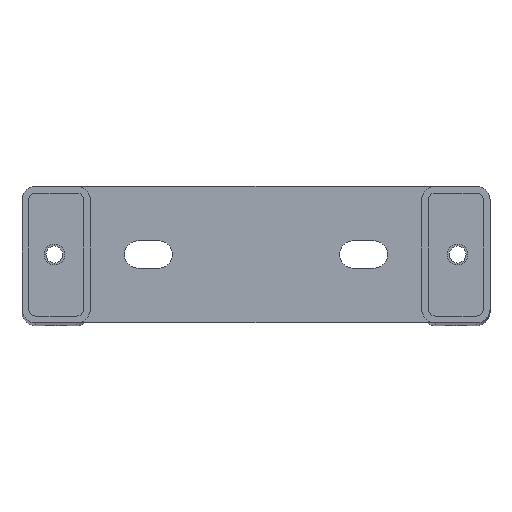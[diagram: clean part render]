
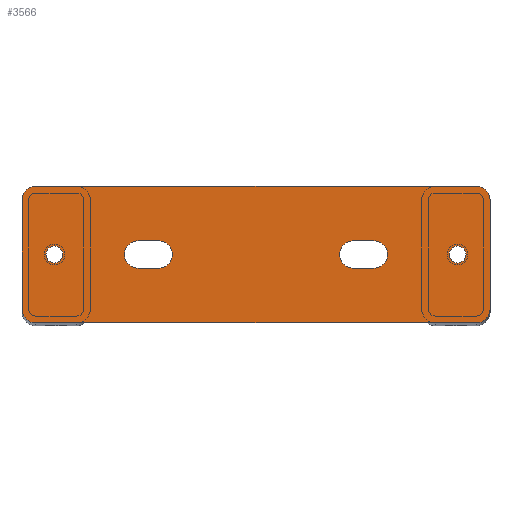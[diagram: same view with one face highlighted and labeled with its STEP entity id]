
A CAD part, top view. The second image highlights one B-rep face of the part: STEP entity #3566.
In plain terms, the highlighted planar face has unit normal (0, 0, 1).
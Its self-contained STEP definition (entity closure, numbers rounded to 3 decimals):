
#1046=CARTESIAN_POINT('',(64.5,36.,500.));
#1047=DIRECTION('',(0.,0.,1.));
#1048=DIRECTION('',(1.,0.,0.));
#1049=AXIS2_PLACEMENT_3D('',#1046,#1047,#1048);
#1051=DIRECTION('',(0.,-1.,0.));
#1052=VECTOR('',#1051,32.);
#1053=CARTESIAN_POINT('',(68.5,36.,500.));
#1054=LINE('',#1053,#1052);
#1055=CARTESIAN_POINT('',(64.5,4.,500.));
#1056=DIRECTION('',(0.,0.,1.));
#1057=DIRECTION('',(0.,-1.,0.));
#1058=AXIS2_PLACEMENT_3D('',#1055,#1056,#1057);
#1060=DIRECTION('',(-1.,0.,0.));
#1061=VECTOR('',#1060,129.);
#1062=CARTESIAN_POINT('',(64.5,0.,500.));
#1063=LINE('',#1062,#1061);
#1064=CARTESIAN_POINT('',(-64.5,4.,500.));
#1065=DIRECTION('',(0.,0.,1.));
#1066=DIRECTION('',(-1.,0.,0.));
#1067=AXIS2_PLACEMENT_3D('',#1064,#1065,#1066);
#1069=DIRECTION('',(0.,1.,0.));
#1070=VECTOR('',#1069,32.);
#1071=CARTESIAN_POINT('',(-68.5,4.,500.));
#1072=LINE('',#1071,#1070);
#1073=CARTESIAN_POINT('',(-64.5,36.,500.));
#1074=DIRECTION('',(0.,0.,1.));
#1075=DIRECTION('',(0.,1.,0.));
#1076=AXIS2_PLACEMENT_3D('',#1073,#1074,#1075);
#1078=DIRECTION('',(1.,0.,0.));
#1079=VECTOR('',#1078,129.);
#1080=CARTESIAN_POINT('',(-64.5,40.,500.));
#1081=LINE('',#1080,#1079);
#1082=DIRECTION('',(1.,0.,0.));
#1083=VECTOR('',#1082,6.);
#1084=CARTESIAN_POINT('',(-34.5,16.,500.));
#1085=LINE('',#1084,#1083);
#1086=CARTESIAN_POINT('',(-28.5,20.,500.));
#1087=DIRECTION('',(0.,0.,1.));
#1088=DIRECTION('',(0.,-1.,0.));
#1089=AXIS2_PLACEMENT_3D('',#1086,#1087,#1088);
#1091=DIRECTION('',(-1.,0.,0.));
#1092=VECTOR('',#1091,6.);
#1093=CARTESIAN_POINT('',(-28.5,24.,500.));
#1094=LINE('',#1093,#1092);
#1095=CARTESIAN_POINT('',(-34.5,20.,500.));
#1096=DIRECTION('',(0.,0.,1.));
#1097=DIRECTION('',(0.,1.,0.));
#1098=AXIS2_PLACEMENT_3D('',#1095,#1096,#1097);
#1100=CARTESIAN_POINT('',(34.5,20.,500.));
#1101=DIRECTION('',(0.,0.,1.));
#1102=DIRECTION('',(0.,-1.,0.));
#1103=AXIS2_PLACEMENT_3D('',#1100,#1101,#1102);
#1105=DIRECTION('',(-1.,0.,0.));
#1106=VECTOR('',#1105,6.);
#1107=CARTESIAN_POINT('',(34.5,24.,500.));
#1108=LINE('',#1107,#1106);
#1109=CARTESIAN_POINT('',(28.5,20.,500.));
#1110=DIRECTION('',(0.,0.,1.));
#1111=DIRECTION('',(0.,1.,0.));
#1112=AXIS2_PLACEMENT_3D('',#1109,#1110,#1111);
#1114=DIRECTION('',(1.,0.,0.));
#1115=VECTOR('',#1114,6.);
#1116=CARTESIAN_POINT('',(28.5,16.,500.));
#1117=LINE('',#1116,#1115);
#1118=CARTESIAN_POINT('',(-59.,20.,500.));
#1119=DIRECTION('',(0.,0.,1.));
#1120=DIRECTION('',(-1.,0.,0.));
#1121=AXIS2_PLACEMENT_3D('',#1118,#1119,#1120);
#1123=CARTESIAN_POINT('',(-59.,20.,500.));
#1124=DIRECTION('',(0.,0.,1.));
#1125=DIRECTION('',(1.,0.,0.));
#1126=AXIS2_PLACEMENT_3D('',#1123,#1124,#1125);
#1128=CARTESIAN_POINT('',(59.,20.,500.));
#1129=DIRECTION('',(0.,0.,1.));
#1130=DIRECTION('',(-1.,0.,0.));
#1131=AXIS2_PLACEMENT_3D('',#1128,#1129,#1130);
#1133=CARTESIAN_POINT('',(59.,20.,500.));
#1134=DIRECTION('',(0.,0.,1.));
#1135=DIRECTION('',(1.,0.,0.));
#1136=AXIS2_PLACEMENT_3D('',#1133,#1134,#1135);
#1873=CARTESIAN_POINT('',(68.5,36.,500.));
#1874=CARTESIAN_POINT('',(64.5,40.,500.));
#1875=VERTEX_POINT('',#1873);
#1876=VERTEX_POINT('',#1874);
#1877=CARTESIAN_POINT('',(64.5,0.,500.));
#1878=CARTESIAN_POINT('',(68.5,4.,500.));
#1879=VERTEX_POINT('',#1877);
#1880=VERTEX_POINT('',#1878);
#1881=CARTESIAN_POINT('',(-68.5,4.,500.));
#1882=CARTESIAN_POINT('',(-64.5,0.,500.));
#1883=VERTEX_POINT('',#1881);
#1884=VERTEX_POINT('',#1882);
#1885=CARTESIAN_POINT('',(-64.5,40.,500.));
#1886=CARTESIAN_POINT('',(-68.5,36.,500.));
#1887=VERTEX_POINT('',#1885);
#1888=VERTEX_POINT('',#1886);
#1889=CARTESIAN_POINT('',(-34.5,16.,500.));
#1890=CARTESIAN_POINT('',(-28.5,16.,500.));
#1891=VERTEX_POINT('',#1889);
#1892=VERTEX_POINT('',#1890);
#1893=CARTESIAN_POINT('',(-28.5,24.,500.));
#1894=VERTEX_POINT('',#1893);
#1895=CARTESIAN_POINT('',(-34.5,24.,500.));
#1896=VERTEX_POINT('',#1895);
#1897=CARTESIAN_POINT('',(34.5,16.,500.));
#1898=CARTESIAN_POINT('',(34.5,24.,500.));
#1899=VERTEX_POINT('',#1897);
#1900=VERTEX_POINT('',#1898);
#1901=CARTESIAN_POINT('',(28.5,24.,500.));
#1902=VERTEX_POINT('',#1901);
#1903=CARTESIAN_POINT('',(28.5,16.,500.));
#1904=VERTEX_POINT('',#1903);
#1921=CARTESIAN_POINT('',(-61.5,20.,500.));
#1922=CARTESIAN_POINT('',(-56.5,20.,500.));
#1923=VERTEX_POINT('',#1921);
#1924=VERTEX_POINT('',#1922);
#1929=CARTESIAN_POINT('',(56.5,20.,500.));
#1930=CARTESIAN_POINT('',(61.5,20.,500.));
#1931=VERTEX_POINT('',#1929);
#1932=VERTEX_POINT('',#1930);
#3519=CARTESIAN_POINT('',(0.,0.,500.));
#3520=DIRECTION('',(0.,0.,1.));
#3521=DIRECTION('',(1.,0.,0.));
#3522=AXIS2_PLACEMENT_3D('',#3519,#3520,#3521);
#3523=PLANE('',#3522);
#3524=ORIENTED_EDGE('',*,*,#3351,.F.);
#3525=ORIENTED_EDGE('',*,*,#3367,.T.);
#3526=ORIENTED_EDGE('',*,*,#3391,.F.);
#3527=ORIENTED_EDGE('',*,*,#3413,.T.);
#3528=ORIENTED_EDGE('',*,*,#3473,.F.);
#3529=ORIENTED_EDGE('',*,*,#3489,.T.);
#3530=ORIENTED_EDGE('',*,*,#3512,.F.);
#3531=ORIENTED_EDGE('',*,*,#3332,.T.);
#3532=EDGE_LOOP('',(#3524,#3525,#3526,#3527,#3528,#3529,#3530,#3531));
#3533=FACE_OUTER_BOUND('',#3532,.F.);
#3535=ORIENTED_EDGE('',*,*,#3534,.T.);
#3537=ORIENTED_EDGE('',*,*,#3536,.T.);
#3539=ORIENTED_EDGE('',*,*,#3538,.T.);
#3541=ORIENTED_EDGE('',*,*,#3540,.T.);
#3542=EDGE_LOOP('',(#3535,#3537,#3539,#3541));
#3543=FACE_BOUND('',#3542,.F.);
#3545=ORIENTED_EDGE('',*,*,#3544,.T.);
#3547=ORIENTED_EDGE('',*,*,#3546,.T.);
#3549=ORIENTED_EDGE('',*,*,#3548,.T.);
#3551=ORIENTED_EDGE('',*,*,#3550,.T.);
#3552=EDGE_LOOP('',(#3545,#3547,#3549,#3551));
#3553=FACE_BOUND('',#3552,.F.);
#3555=ORIENTED_EDGE('',*,*,#3554,.T.);
#3557=ORIENTED_EDGE('',*,*,#3556,.T.);
#3558=EDGE_LOOP('',(#3555,#3557));
#3559=FACE_BOUND('',#3558,.F.);
#3561=ORIENTED_EDGE('',*,*,#3560,.T.);
#3563=ORIENTED_EDGE('',*,*,#3562,.T.);
#3564=EDGE_LOOP('',(#3561,#3563));
#3565=FACE_BOUND('',#3564,.F.);
#3566=ADVANCED_FACE('',(#3533,#3543,#3553,#3559,#3565),#3523,.T.);
#1050=CIRCLE('',#1049,4.);
#1059=CIRCLE('',#1058,4.);
#1068=CIRCLE('',#1067,4.);
#1077=CIRCLE('',#1076,4.);
#1090=CIRCLE('',#1089,4.);
#1099=CIRCLE('',#1098,4.);
#1104=CIRCLE('',#1103,4.);
#1113=CIRCLE('',#1112,4.);
#1122=CIRCLE('',#1121,2.5);
#1127=CIRCLE('',#1126,2.5);
#1132=CIRCLE('',#1131,2.5);
#1137=CIRCLE('',#1136,2.5);
#3332=EDGE_CURVE('',#1887,#1876,#1081,.T.);
#3351=EDGE_CURVE('',#1875,#1876,#1050,.T.);
#3367=EDGE_CURVE('',#1875,#1880,#1054,.T.);
#3391=EDGE_CURVE('',#1879,#1880,#1059,.T.);
#3413=EDGE_CURVE('',#1879,#1884,#1063,.T.);
#3473=EDGE_CURVE('',#1883,#1884,#1068,.T.);
#3489=EDGE_CURVE('',#1883,#1888,#1072,.T.);
#3512=EDGE_CURVE('',#1887,#1888,#1077,.T.);
#3534=EDGE_CURVE('',#1891,#1892,#1085,.T.);
#3536=EDGE_CURVE('',#1892,#1894,#1090,.T.);
#3538=EDGE_CURVE('',#1894,#1896,#1094,.T.);
#3540=EDGE_CURVE('',#1896,#1891,#1099,.T.);
#3544=EDGE_CURVE('',#1899,#1900,#1104,.T.);
#3546=EDGE_CURVE('',#1900,#1902,#1108,.T.);
#3548=EDGE_CURVE('',#1902,#1904,#1113,.T.);
#3550=EDGE_CURVE('',#1904,#1899,#1117,.T.);
#3554=EDGE_CURVE('',#1923,#1924,#1122,.T.);
#3556=EDGE_CURVE('',#1924,#1923,#1127,.T.);
#3560=EDGE_CURVE('',#1931,#1932,#1132,.T.);
#3562=EDGE_CURVE('',#1932,#1931,#1137,.T.);
